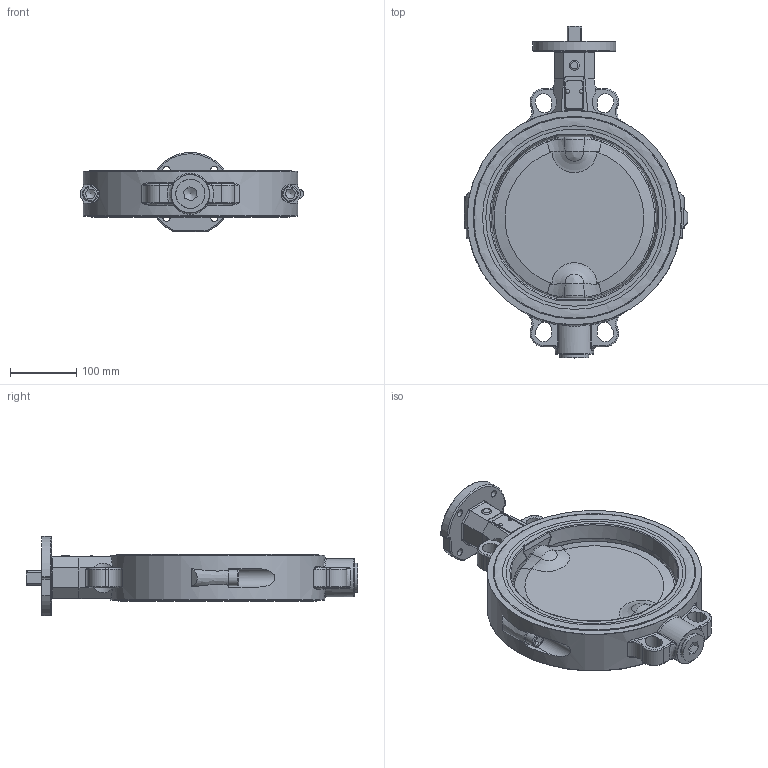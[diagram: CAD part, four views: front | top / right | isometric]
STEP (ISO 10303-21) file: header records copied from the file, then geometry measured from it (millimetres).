
FILE_DESCRIPTION((''),'2;1');
FILE_NAME('Z611-A DN250.stp','2007-09-28T11:14:15',('hellwig'),(''),'Autodesk Inventor 11','Autodesk Inventor 11','');
FILE_SCHEMA(('AUTOMOTIVE_DESIGN { 1 0 10303 214 1 1 1 1 }'));
Length unit declared in the file: millimetre
Products named in the file (1): Bauteil191
Bounding box: 336.99 x 501.5 x 119.5 mm (x, y, z)
Volume: 3836114 mm3; surface area: 517964.8 mm2
Topology: 1 solids, 19 shells, 1045 faces, 2713 edges, 1745 vertices
Faces by surface type: plane 405, bspline 380, cylinder 151, torus 50, cone 49, sphere 10
Full cylindrical faces by diameter (mm): 2.5 x1, 3 x2, 3.2 x2, 13.835 x2, 16 x2, 24 x2, 30 x7, 30.1 x1, 31 x1, 35 x1, 38 x1, 38.3 x1, 43.9 x1, 44 x2, 44.1 x2, 58 x1, 264.3 x1, 296 x1, 296.3 x1, 305.3 x1, 306 x1, 324 x1
Entity records: 46108 total; most frequent: CARTESIAN_POINT 23632, ORIENTED_EDGE 5024, DIRECTION 3644, EDGE_CURVE 2512, VERTEX_POINT 1680, EDGE_LOOP 1278, AXIS2_PLACEMENT_3D 1218, VECTOR 1208
